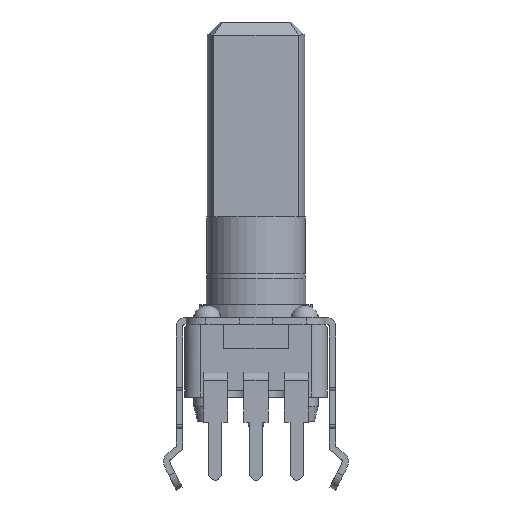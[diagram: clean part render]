
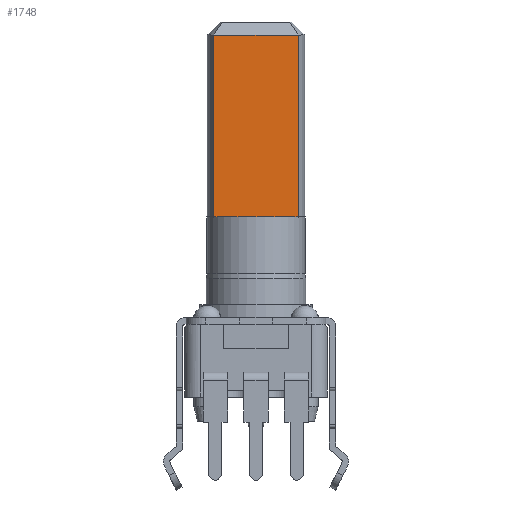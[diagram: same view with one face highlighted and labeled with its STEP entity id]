
A CAD part, front view. The second image highlights one B-rep face of the part: STEP entity #1748.
In plain terms, the highlighted planar face has unit normal (0, -1, 0).
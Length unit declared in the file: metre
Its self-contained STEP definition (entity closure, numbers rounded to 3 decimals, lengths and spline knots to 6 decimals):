
#766 = EDGE_CURVE( '', #2185, #2186, #2187, .T. );
#1036 = EDGE_CURVE( '', #2355, #2185, #2648, .T. );
#1520 = EDGE_CURVE( '', #2355, #2354, #3361, .T. );
#1748 = ADVANCED_FACE( '', ( #3670 ), #3671, .F. );
#1820 = EDGE_CURVE( '', #2354, #2186, #3760, .T. );
#2185 = VERTEX_POINT( '', #4179 );
#2186 = VERTEX_POINT( '', #4180 );
#2187 = LINE( '', #4181, #4182 );
#2354 = VERTEX_POINT( '', #4406 );
#2355 = VERTEX_POINT( '', #4407 );
#2648 = LINE( '', #4808, #4809 );
#3361 = LINE( '', #5805, #5806 );
#3670 = FACE_OUTER_BOUND( '', #6246, .T. );
#3671 = PLANE( '', #6247 );
#3760 = LINE( '', #6376, #6377 );
#4179 = CARTESIAN_POINT( '', ( 0.002568, -0.00071, 0.02241 ) );
#4180 = CARTESIAN_POINT( '', ( -0.002628, -0.00071, 0.02241 ) );
#4181 = CARTESIAN_POINT( '', ( 0.002568, -0.00071, 0.02241 ) );
#4182 = VECTOR( '', #6958, 1. );
#4406 = CARTESIAN_POINT( '', ( -0.002628, -0.00071, 0.01121 ) );
#4407 = CARTESIAN_POINT( '', ( 0.002568, -0.00071, 0.01121 ) );
#4808 = CARTESIAN_POINT( '', ( 0.002568, -0.00071, 0.005802 ) );
#4809 = VECTOR( '', #7447, 1. );
#5805 = CARTESIAN_POINT( '', ( 0.002568, -0.00071, 0.01121 ) );
#5806 = VECTOR( '', #8428, 1. );
#6246 = EDGE_LOOP( '', ( #8893, #8894, #8895, #8896 ) );
#6247 = AXIS2_PLACEMENT_3D( '', #8897, #8898, #8899 );
#6376 = CARTESIAN_POINT( '', ( -0.002628, -0.00071, 0.005802 ) );
#6377 = VECTOR( '', #9033, 1. );
#6958 = DIRECTION( '', ( -1., 0., 0. ) );
#7447 = DIRECTION( '', ( 0., 0., 1. ) );
#8428 = DIRECTION( '', ( -1., 0., 0. ) );
#8893 = ORIENTED_EDGE( '', *, *, #1036, .T. );
#8894 = ORIENTED_EDGE( '', *, *, #766, .T. );
#8895 = ORIENTED_EDGE( '', *, *, #1820, .F. );
#8896 = ORIENTED_EDGE( '', *, *, #1520, .F. );
#8897 = CARTESIAN_POINT( '', ( 0.002568, -0.00071, 0.005802 ) );
#8898 = DIRECTION( '', ( 0., 1., 0. ) );
#8899 = DIRECTION( '', ( -1., 0., 0. ) );
#9033 = DIRECTION( '', ( 0., 0., 1. ) );
